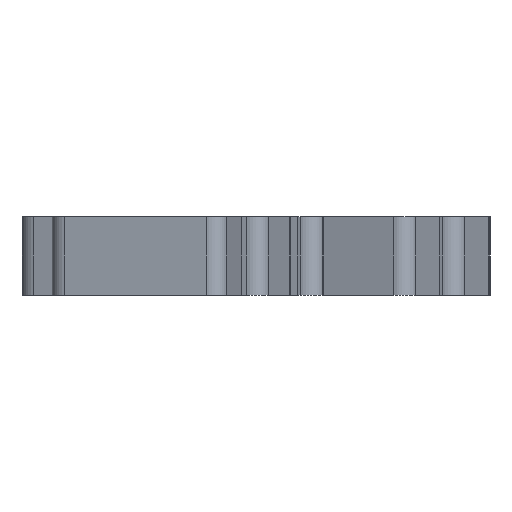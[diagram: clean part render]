
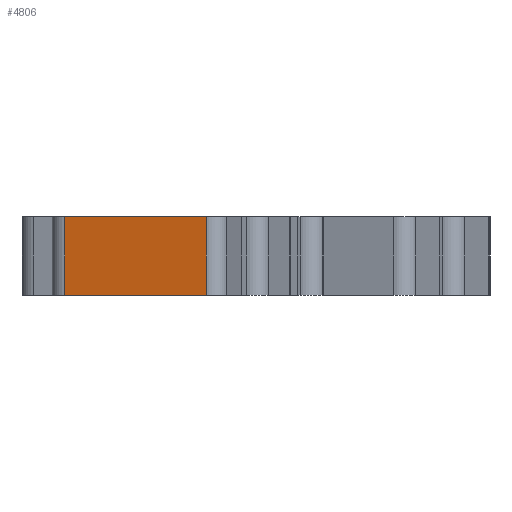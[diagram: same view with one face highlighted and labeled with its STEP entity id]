
A CAD part, left-side view. The second image highlights one B-rep face of the part: STEP entity #4806.
In plain terms, the highlighted planar face has unit normal (-0.97, 0.242, 0).
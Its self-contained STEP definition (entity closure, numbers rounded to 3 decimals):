
#73 = PLANE('',#74);
#74 = AXIS2_PLACEMENT_3D('',#75,#76,#77);
#75 = CARTESIAN_POINT('',(159.325,-98.698,-18.55));
#76 = DIRECTION('',(0.,0.,1.));
#77 = DIRECTION('',(1.,0.,0.));
#503 = VERTEX_POINT('',#504);
#504 = CARTESIAN_POINT('',(54.383,-59.596,-18.55));
#519 = CYLINDRICAL_SURFACE('',#520,4.);
#520 = AXIS2_PLACEMENT_3D('',#521,#522,#523);
#521 = CARTESIAN_POINT('',(58.264,-60.563,0.));
#522 = DIRECTION('',(0.,0.,1.));
#523 = DIRECTION('',(1.,0.,0.));
#531 = EDGE_CURVE('',#532,#503,#534,.T.);
#532 = VERTEX_POINT('',#533);
#533 = CARTESIAN_POINT('',(46.012,-93.168,-18.55));
#534 = SURFACE_CURVE('',#535,(#539,#546),.PCURVE_S1.);
#535 = LINE('',#536,#537);
#536 = CARTESIAN_POINT('',(46.012,-93.168,-18.55));
#537 = VECTOR('',#538,1.);
#538 = DIRECTION('',(0.242,0.97,0.));
#539 = PCURVE('',#73,#540);
#540 = DEFINITIONAL_REPRESENTATION('',(#541),#545);
#541 = LINE('',#542,#543);
#542 = CARTESIAN_POINT('',(-113.313,5.53));
#543 = VECTOR('',#544,1.);
#544 = DIRECTION('',(0.242,0.97));
#545 = ( GEOMETRIC_REPRESENTATION_CONTEXT(2) 
PARAMETRIC_REPRESENTATION_CONTEXT() REPRESENTATION_CONTEXT('2D SPACE',''
  ) );
#546 = PCURVE('',#547,#552);
#547 = PLANE('',#548);
#548 = AXIS2_PLACEMENT_3D('',#549,#550,#551);
#549 = CARTESIAN_POINT('',(46.012,-93.168,0.));
#550 = DIRECTION('',(0.97,-0.242,0.));
#551 = DIRECTION('',(0.242,0.97,0.));
#552 = DEFINITIONAL_REPRESENTATION('',(#553),#557);
#553 = LINE('',#554,#555);
#554 = CARTESIAN_POINT('',(0.,-18.55));
#555 = VECTOR('',#556,1.);
#556 = DIRECTION('',(1.,0.));
#557 = ( GEOMETRIC_REPRESENTATION_CONTEXT(2) 
PARAMETRIC_REPRESENTATION_CONTEXT() REPRESENTATION_CONTEXT('2D SPACE',''
  ) );
#580 = CYLINDRICAL_SURFACE('',#581,2.5);
#581 = AXIS2_PLACEMENT_3D('',#582,#583,#584);
#582 = CARTESIAN_POINT('',(48.438,-93.773,0.));
#583 = DIRECTION('',(0.,-0.,1.));
#584 = DIRECTION('',(-0.242,-0.97,0.));
#4726 = EDGE_CURVE('',#4727,#503,#4729,.T.);
#4727 = VERTEX_POINT('',#4728);
#4728 = CARTESIAN_POINT('',(54.383,-59.596,0.));
#4729 = SURFACE_CURVE('',#4730,(#4734,#4741),.PCURVE_S1.);
#4730 = LINE('',#4731,#4732);
#4731 = CARTESIAN_POINT('',(54.383,-59.596,0.));
#4732 = VECTOR('',#4733,1.);
#4733 = DIRECTION('',(-0.,-0.,-1.));
#4734 = PCURVE('',#519,#4735);
#4735 = DEFINITIONAL_REPRESENTATION('',(#4736),#4740);
#4736 = LINE('',#4737,#4738);
#4737 = CARTESIAN_POINT('',(2.897,0.));
#4738 = VECTOR('',#4739,1.);
#4739 = DIRECTION('',(0.,-1.));
#4740 = ( GEOMETRIC_REPRESENTATION_CONTEXT(2) 
PARAMETRIC_REPRESENTATION_CONTEXT() REPRESENTATION_CONTEXT('2D SPACE',''
  ) );
#4741 = PCURVE('',#547,#4742);
#4742 = DEFINITIONAL_REPRESENTATION('',(#4743),#4747);
#4743 = LINE('',#4744,#4745);
#4744 = CARTESIAN_POINT('',(34.6,0.));
#4745 = VECTOR('',#4746,1.);
#4746 = DIRECTION('',(0.,-1.));
#4747 = ( GEOMETRIC_REPRESENTATION_CONTEXT(2) 
PARAMETRIC_REPRESENTATION_CONTEXT() REPRESENTATION_CONTEXT('2D SPACE',''
  ) );
#4806 = ADVANCED_FACE('',(#4807),#547,.F.);
#4807 = FACE_BOUND('',#4808,.F.);
#4808 = EDGE_LOOP('',(#4809,#4832,#4833,#4834));
#4809 = ORIENTED_EDGE('',*,*,#4810,.T.);
#4810 = EDGE_CURVE('',#4811,#532,#4813,.T.);
#4811 = VERTEX_POINT('',#4812);
#4812 = CARTESIAN_POINT('',(46.012,-93.168,0.));
#4813 = SURFACE_CURVE('',#4814,(#4818,#4825),.PCURVE_S1.);
#4814 = LINE('',#4815,#4816);
#4815 = CARTESIAN_POINT('',(46.012,-93.168,0.));
#4816 = VECTOR('',#4817,1.);
#4817 = DIRECTION('',(-0.,-0.,-1.));
#4818 = PCURVE('',#547,#4819);
#4819 = DEFINITIONAL_REPRESENTATION('',(#4820),#4824);
#4820 = LINE('',#4821,#4822);
#4821 = CARTESIAN_POINT('',(0.,0.));
#4822 = VECTOR('',#4823,1.);
#4823 = DIRECTION('',(0.,-1.));
#4824 = ( GEOMETRIC_REPRESENTATION_CONTEXT(2) 
PARAMETRIC_REPRESENTATION_CONTEXT() REPRESENTATION_CONTEXT('2D SPACE',''
  ) );
#4825 = PCURVE('',#580,#4826);
#4826 = DEFINITIONAL_REPRESENTATION('',(#4827),#4831);
#4827 = LINE('',#4828,#4829);
#4828 = CARTESIAN_POINT('',(-1.571,0.));
#4829 = VECTOR('',#4830,1.);
#4830 = DIRECTION('',(-0.,-1.));
#4831 = ( GEOMETRIC_REPRESENTATION_CONTEXT(2) 
PARAMETRIC_REPRESENTATION_CONTEXT() REPRESENTATION_CONTEXT('2D SPACE',''
  ) );
#4832 = ORIENTED_EDGE('',*,*,#531,.T.);
#4833 = ORIENTED_EDGE('',*,*,#4726,.F.);
#4834 = ORIENTED_EDGE('',*,*,#4835,.F.);
#4835 = EDGE_CURVE('',#4811,#4727,#4836,.T.);
#4836 = SURFACE_CURVE('',#4837,(#4841),.PCURVE_S1.);
#4837 = LINE('',#4838,#4839);
#4838 = CARTESIAN_POINT('',(46.012,-93.168,0.));
#4839 = VECTOR('',#4840,1.);
#4840 = DIRECTION('',(0.242,0.97,0.));
#4841 = PCURVE('',#547,#4842);
#4842 = DEFINITIONAL_REPRESENTATION('',(#4843),#4847);
#4843 = LINE('',#4844,#4845);
#4844 = CARTESIAN_POINT('',(0.,0.));
#4845 = VECTOR('',#4846,1.);
#4846 = DIRECTION('',(1.,0.));
#4847 = ( GEOMETRIC_REPRESENTATION_CONTEXT(2) 
PARAMETRIC_REPRESENTATION_CONTEXT() REPRESENTATION_CONTEXT('2D SPACE',''
  ) );
